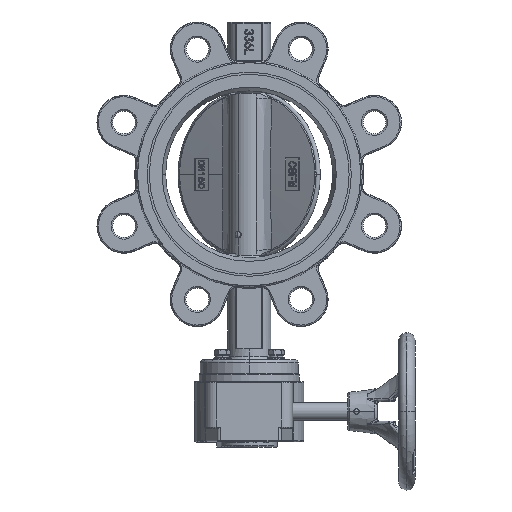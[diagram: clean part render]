
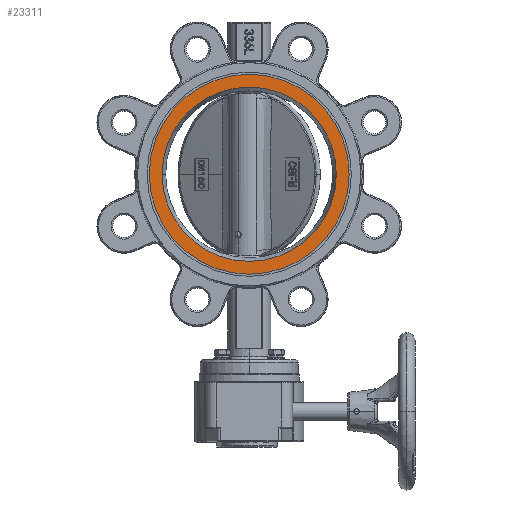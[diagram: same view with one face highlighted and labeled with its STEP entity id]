
A CAD part, top view. The second image highlights one B-rep face of the part: STEP entity #23311.
In plain terms, the highlighted planar face has unit normal (0, 0, 1).
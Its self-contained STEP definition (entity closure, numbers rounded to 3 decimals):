
#1693 = AXIS2_PLACEMENT_3D ( 'NONE', #31154, #32723, #37377 ) ;
#3901 = EDGE_LOOP ( 'NONE', ( #34546, #17515 ) ) ;
#5538 = AXIS2_PLACEMENT_3D ( 'NONE', #38426, #45436, #27148 ) ;
#8668 = VERTEX_POINT ( 'NONE', #74449 ) ;
#10483 = EDGE_CURVE ( 'NONE', #35983, #8668, #57112, .T. ) ;
#12316 = EDGE_CURVE ( 'NONE', #47097, #23855, #40313, .T. ) ;
#12758 = EDGE_CURVE ( 'NONE', #8668, #35983, #53920, .T. ) ;
#15221 = CARTESIAN_POINT ( 'NONE',  ( 92.2, 0., 29.55 ) ) ;
#17293 = DIRECTION ( 'NONE',  ( 0., 0., 1. ) ) ;
#17515 = ORIENTED_EDGE ( 'NONE', *, *, #12758, .T. ) ;
#19343 = CARTESIAN_POINT ( 'NONE',  ( -80.376, 0., 29.55 ) ) ;
#23121 = DIRECTION ( 'NONE',  ( 1., 0., 0. ) ) ;
#23311 = ADVANCED_FACE ( 'NONE', ( #66485, #36856 ), #54801, .F. ) ;
#23855 = VERTEX_POINT ( 'NONE', #68531 ) ;
#26649 = EDGE_LOOP ( 'NONE', ( #54975, #64053 ) ) ;
#26704 = AXIS2_PLACEMENT_3D ( 'NONE', #76846, #47259, #23121 ) ;
#27148 = DIRECTION ( 'NONE',  ( 1., 0., 0. ) ) ;
#31154 = CARTESIAN_POINT ( 'NONE',  ( 0., 0., 29.55 ) ) ;
#31632 = CIRCLE ( 'NONE', #26704, 80.376 ) ;
#32723 = DIRECTION ( 'NONE',  ( 0., 0., 1. ) ) ;
#34546 = ORIENTED_EDGE ( 'NONE', *, *, #10483, .T. ) ;
#35983 = VERTEX_POINT ( 'NONE', #15221 ) ;
#36856 = FACE_OUTER_BOUND ( 'NONE', #3901, .T. ) ;
#37377 = DIRECTION ( 'NONE',  ( 1., 0., 0. ) ) ;
#38426 = CARTESIAN_POINT ( 'NONE',  ( 0., 0., 29.55 ) ) ;
#40313 = CIRCLE ( 'NONE', #5538, 80.376 ) ;
#45436 = DIRECTION ( 'NONE',  ( 0., 0., 1. ) ) ;
#46221 = AXIS2_PLACEMENT_3D ( 'NONE', #19343, #60642, #47817 ) ;
#47097 = VERTEX_POINT ( 'NONE', #63798 ) ;
#47259 = DIRECTION ( 'NONE',  ( 0., 0., 1. ) ) ;
#47817 = DIRECTION ( 'NONE',  ( -1., 0., 0. ) ) ;
#53527 = CARTESIAN_POINT ( 'NONE',  ( 0., 0., 29.55 ) ) ;
#53920 = CIRCLE ( 'NONE', #1693, 92.2 ) ;
#54801 = PLANE ( 'NONE',  #46221 ) ;
#54975 = ORIENTED_EDGE ( 'NONE', *, *, #12316, .F. ) ;
#57112 = CIRCLE ( 'NONE', #71992, 92.2 ) ;
#60642 = DIRECTION ( 'NONE',  ( 0., 0., -1. ) ) ;
#63798 = CARTESIAN_POINT ( 'NONE',  ( 80.376, 0., 29.55 ) ) ;
#64053 = ORIENTED_EDGE ( 'NONE', *, *, #73443, .F. ) ;
#64834 = DIRECTION ( 'NONE',  ( 1., 0., 0. ) ) ;
#66485 = FACE_BOUND ( 'NONE', #26649, .T. ) ;
#68531 = CARTESIAN_POINT ( 'NONE',  ( -80.376, 0., 29.55 ) ) ;
#71992 = AXIS2_PLACEMENT_3D ( 'NONE', #53527, #17293, #64834 ) ;
#73443 = EDGE_CURVE ( 'NONE', #23855, #47097, #31632, .T. ) ;
#74449 = CARTESIAN_POINT ( 'NONE',  ( -92.2, 0., 29.55 ) ) ;
#76846 = CARTESIAN_POINT ( 'NONE',  ( 0., 0., 29.55 ) ) ;
